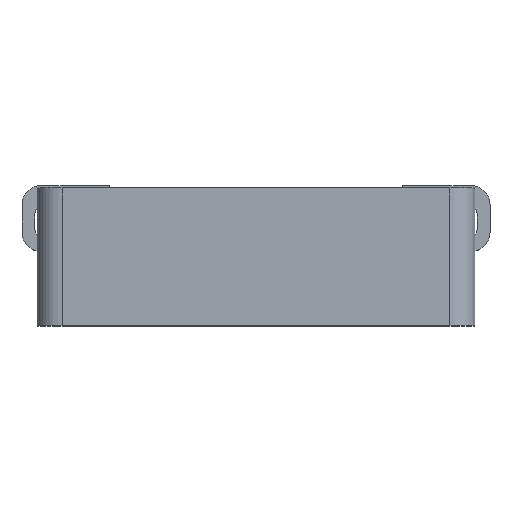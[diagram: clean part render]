
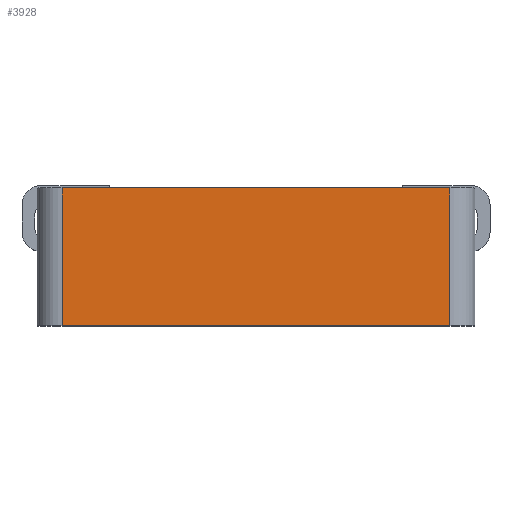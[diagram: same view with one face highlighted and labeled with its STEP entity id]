
A CAD part, top view. The second image highlights one B-rep face of the part: STEP entity #3928.
In plain terms, the highlighted planar face has unit normal (0, 0, 1).
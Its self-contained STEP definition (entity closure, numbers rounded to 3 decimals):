
#280 = EDGE_CURVE ( 'NONE', #4187, #481, #909, .T. ) ;
#481 = VERTEX_POINT ( 'NONE', #5517 ) ;
#598 = DIRECTION ( 'NONE',  ( 1., 0., 0. ) ) ;
#661 = FACE_OUTER_BOUND ( 'NONE', #3647, .T. ) ;
#909 = LINE ( 'NONE', #2899, #5400 ) ;
#1004 = DIRECTION ( 'NONE',  ( 0., 0., -1. ) ) ;
#1064 = DIRECTION ( 'NONE',  ( 1., 0., 0. ) ) ;
#1187 = EDGE_CURVE ( 'NONE', #481, #2619, #3399, .T. ) ;
#1384 = LINE ( 'NONE', #4086, #2527 ) ;
#1555 = VERTEX_POINT ( 'NONE', #2892 ) ;
#1589 = EDGE_CURVE ( 'NONE', #4187, #1555, #3215, .T. ) ;
#2068 = CARTESIAN_POINT ( 'NONE',  ( -1.55, 1.1, 1.6 ) ) ;
#2249 = EDGE_CURVE ( 'NONE', #1555, #2619, #1384, .T. ) ;
#2527 = VECTOR ( 'NONE', #1064, 1000. ) ;
#2619 = VERTEX_POINT ( 'NONE', #5125 ) ;
#2892 = CARTESIAN_POINT ( 'NONE',  ( -1.55, 0., 1.6 ) ) ;
#2899 = CARTESIAN_POINT ( 'NONE',  ( -1.55, 1.1, 1.6 ) ) ;
#3060 = VECTOR ( 'NONE', #3440, 1000. ) ;
#3073 = ORIENTED_EDGE ( 'NONE', *, *, #1187, .F. ) ;
#3172 = ORIENTED_EDGE ( 'NONE', *, *, #2249, .T. ) ;
#3215 = LINE ( 'NONE', #3310, #3060 ) ;
#3285 = VECTOR ( 'NONE', #4764, 1000. ) ;
#3310 = CARTESIAN_POINT ( 'NONE',  ( -1.55, 1.1, 1.6 ) ) ;
#3399 = LINE ( 'NONE', #4575, #3285 ) ;
#3440 = DIRECTION ( 'NONE',  ( 0., -1., 0. ) ) ;
#3598 = CARTESIAN_POINT ( 'NONE',  ( -1.55, 1.1, 1.6 ) ) ;
#3647 = EDGE_LOOP ( 'NONE', ( #3172, #3073, #5557, #4272 ) ) ;
#3928 = ADVANCED_FACE ( 'NONE', ( #661 ), #4452, .F. ) ;
#4019 = DIRECTION ( 'NONE',  ( -1., 0., 0. ) ) ;
#4086 = CARTESIAN_POINT ( 'NONE',  ( -1.55, 0., 1.6 ) ) ;
#4187 = VERTEX_POINT ( 'NONE', #2068 ) ;
#4272 = ORIENTED_EDGE ( 'NONE', *, *, #1589, .T. ) ;
#4296 = AXIS2_PLACEMENT_3D ( 'NONE', #3598, #1004, #4019 ) ;
#4452 = PLANE ( 'NONE',  #4296 ) ;
#4575 = CARTESIAN_POINT ( 'NONE',  ( 1.55, 1.1, 1.6 ) ) ;
#4764 = DIRECTION ( 'NONE',  ( 0., -1., 0. ) ) ;
#5125 = CARTESIAN_POINT ( 'NONE',  ( 1.55, 0., 1.6 ) ) ;
#5400 = VECTOR ( 'NONE', #598, 1000. ) ;
#5517 = CARTESIAN_POINT ( 'NONE',  ( 1.55, 1.1, 1.6 ) ) ;
#5557 = ORIENTED_EDGE ( 'NONE', *, *, #280, .F. ) ;
